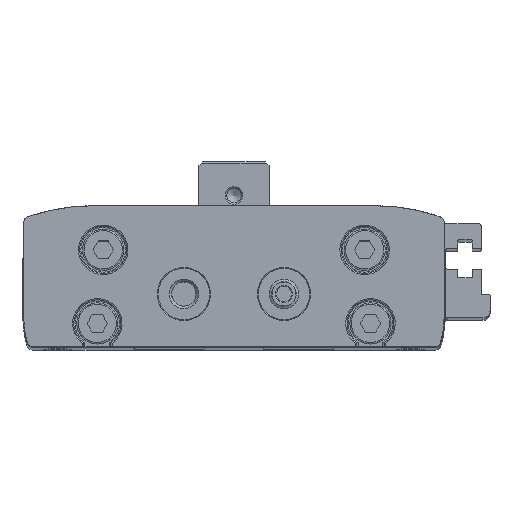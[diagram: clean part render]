
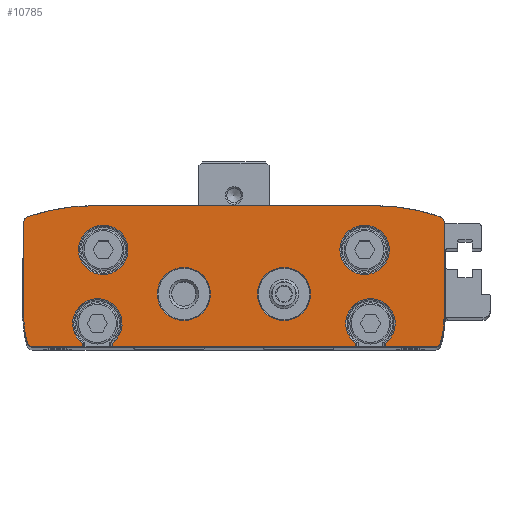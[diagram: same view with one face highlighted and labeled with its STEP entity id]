
A CAD part, top view. The second image highlights one B-rep face of the part: STEP entity #10785.
In plain terms, the highlighted planar face has unit normal (0, 0, 1).
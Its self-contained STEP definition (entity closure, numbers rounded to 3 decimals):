
#540=LINE('',#16496,#1448);
#549=LINE('',#16524,#1457);
#550=LINE('',#16532,#1458);
#559=LINE('',#16560,#1467);
#560=LINE('',#16563,#1468);
#561=LINE('',#16565,#1469);
#562=LINE('',#16571,#1470);
#563=LINE('',#16577,#1471);
#564=LINE('',#16583,#1472);
#565=LINE('',#16589,#1473);
#1448=VECTOR('',#12956,1000.);
#1457=VECTOR('',#12975,1000.);
#1458=VECTOR('',#12978,1000.);
#1467=VECTOR('',#12997,1000.);
#1468=VECTOR('',#13002,1000.);
#1469=VECTOR('',#13005,1000.);
#1470=VECTOR('',#13010,1000.);
#1471=VECTOR('',#13015,1000.);
#1472=VECTOR('',#13020,1000.);
#1473=VECTOR('',#13025,1000.);
#2449=ORIENTED_EDGE('',*,*,#5476,.F.);
#2450=ORIENTED_EDGE('',*,*,#5461,.T.);
#2451=ORIENTED_EDGE('',*,*,#5477,.T.);
#2452=ORIENTED_EDGE('',*,*,#5463,.F.);
#2453=ORIENTED_EDGE('',*,*,#5478,.F.);
#2454=ORIENTED_EDGE('',*,*,#5475,.T.);
#2455=ORIENTED_EDGE('',*,*,#5479,.T.);
#2456=ORIENTED_EDGE('',*,*,#5480,.T.);
#2457=ORIENTED_EDGE('',*,*,#5481,.T.);
#2458=ORIENTED_EDGE('',*,*,#5482,.T.);
#2459=ORIENTED_EDGE('',*,*,#5483,.T.);
#2460=ORIENTED_EDGE('',*,*,#5484,.T.);
#2461=ORIENTED_EDGE('',*,*,#5485,.T.);
#2462=ORIENTED_EDGE('',*,*,#5486,.T.);
#2463=ORIENTED_EDGE('',*,*,#5487,.T.);
#2464=ORIENTED_EDGE('',*,*,#5488,.T.);
#2465=ORIENTED_EDGE('',*,*,#5489,.T.);
#2466=ORIENTED_EDGE('',*,*,#5490,.T.);
#2467=ORIENTED_EDGE('',*,*,#5491,.T.);
#2468=ORIENTED_EDGE('',*,*,#5449,.F.);
#2469=ORIENTED_EDGE('',*,*,#5492,.F.);
#2470=ORIENTED_EDGE('',*,*,#5493,.F.);
#2471=ORIENTED_EDGE('',*,*,#5494,.F.);
#2472=ORIENTED_EDGE('',*,*,#5495,.F.);
#5449=EDGE_CURVE('',#6962,#6964,#540,.T.);
#5461=EDGE_CURVE('',#6972,#6973,#549,.T.);
#5463=EDGE_CURVE('',#6974,#6976,#550,.T.);
#5475=EDGE_CURVE('',#6984,#6985,#559,.T.);
#5476=EDGE_CURVE('',#6972,#6962,#7988,.T.);
#5477=EDGE_CURVE('',#6973,#6976,#560,.T.);
#5478=EDGE_CURVE('',#6984,#6974,#7989,.T.);
#5479=EDGE_CURVE('',#6985,#6986,#561,.T.);
#5480=EDGE_CURVE('',#6986,#6987,#7990,.T.);
#5481=EDGE_CURVE('',#6987,#6988,#7991,.T.);
#5482=EDGE_CURVE('',#6988,#6989,#562,.T.);
#5483=EDGE_CURVE('',#6989,#6990,#7992,.T.);
#5484=EDGE_CURVE('',#6990,#6991,#7993,.T.);
#5485=EDGE_CURVE('',#6991,#6992,#563,.T.);
#5486=EDGE_CURVE('',#6992,#6993,#7994,.T.);
#5487=EDGE_CURVE('',#6993,#6994,#7995,.T.);
#5488=EDGE_CURVE('',#6994,#6995,#564,.T.);
#5489=EDGE_CURVE('',#6995,#6996,#7996,.T.);
#5490=EDGE_CURVE('',#6996,#6997,#7997,.T.);
#5491=EDGE_CURVE('',#6997,#6964,#565,.T.);
#5492=EDGE_CURVE('',#6998,#6998,#7998,.T.);
#5493=EDGE_CURVE('',#6999,#6999,#7999,.T.);
#5494=EDGE_CURVE('',#7000,#7000,#8000,.T.);
#5495=EDGE_CURVE('',#7001,#7001,#8001,.T.);
#6962=VERTEX_POINT('',#16494);
#6964=VERTEX_POINT('',#16497);
#6972=VERTEX_POINT('',#16521);
#6973=VERTEX_POINT('',#16523);
#6974=VERTEX_POINT('',#16530);
#6976=VERTEX_POINT('',#16533);
#6984=VERTEX_POINT('',#16557);
#6985=VERTEX_POINT('',#16559);
#6986=VERTEX_POINT('',#16566);
#6987=VERTEX_POINT('',#16568);
#6988=VERTEX_POINT('',#16570);
#6989=VERTEX_POINT('',#16572);
#6990=VERTEX_POINT('',#16574);
#6991=VERTEX_POINT('',#16576);
#6992=VERTEX_POINT('',#16578);
#6993=VERTEX_POINT('',#16580);
#6994=VERTEX_POINT('',#16582);
#6995=VERTEX_POINT('',#16584);
#6996=VERTEX_POINT('',#16586);
#6997=VERTEX_POINT('',#16588);
#6998=VERTEX_POINT('',#16591);
#6999=VERTEX_POINT('',#16593);
#7000=VERTEX_POINT('',#16595);
#7001=VERTEX_POINT('',#16597);
#7988=CIRCLE('',#11566,4.2);
#7989=CIRCLE('',#11567,4.2);
#7990=CIRCLE('',#11568,1.);
#7991=CIRCLE('',#11569,15.);
#7992=CIRCLE('',#11570,1.);
#7993=CIRCLE('',#11571,35.);
#7994=CIRCLE('',#11572,35.);
#7995=CIRCLE('',#11573,1.);
#7996=CIRCLE('',#11574,15.);
#7997=CIRCLE('',#11575,1.);
#7998=CIRCLE('',#11576,4.2);
#7999=CIRCLE('',#11577,4.2);
#8000=CIRCLE('',#11578,4.5);
#8001=CIRCLE('',#11579,4.5);
#8549=EDGE_LOOP('',(#2449,#2450,#2451,#2452,#2453,#2454,#2455,#2456,#2457,
#2458,#2459,#2460,#2461,#2462,#2463,#2464,#2465,#2466,#2467,#2468));
#8550=EDGE_LOOP('',(#2469));
#8551=EDGE_LOOP('',(#2470));
#8552=EDGE_LOOP('',(#2471));
#8553=EDGE_LOOP('',(#2472));
#9505=FACE_BOUND('',#8549,.T.);
#9506=FACE_BOUND('',#8550,.T.);
#9507=FACE_BOUND('',#8551,.T.);
#9508=FACE_BOUND('',#8552,.T.);
#9509=FACE_BOUND('',#8553,.T.);
#10440=PLANE('',#11565);
#10785=ADVANCED_FACE('',(#9505,#9506,#9507,#9508,#9509),#10440,.T.);
#11565=AXIS2_PLACEMENT_3D('',#16561,#12998,#12999);
#11566=AXIS2_PLACEMENT_3D('',#16562,#13000,#13001);
#11567=AXIS2_PLACEMENT_3D('',#16564,#13003,#13004);
#11568=AXIS2_PLACEMENT_3D('',#16567,#13006,#13007);
#11569=AXIS2_PLACEMENT_3D('',#16569,#13008,#13009);
#11570=AXIS2_PLACEMENT_3D('',#16573,#13011,#13012);
#11571=AXIS2_PLACEMENT_3D('',#16575,#13013,#13014);
#11572=AXIS2_PLACEMENT_3D('',#16579,#13016,#13017);
#11573=AXIS2_PLACEMENT_3D('',#16581,#13018,#13019);
#11574=AXIS2_PLACEMENT_3D('',#16585,#13021,#13022);
#11575=AXIS2_PLACEMENT_3D('',#16587,#13023,#13024);
#11576=AXIS2_PLACEMENT_3D('',#16590,#13026,#13027);
#11577=AXIS2_PLACEMENT_3D('',#16592,#13028,#13029);
#11578=AXIS2_PLACEMENT_3D('',#16594,#13030,#13031);
#11579=AXIS2_PLACEMENT_3D('',#16596,#13032,#13033);
#12956=DIRECTION('',(0.,-1.,0.));
#12975=DIRECTION('',(0.,-1.,0.));
#12978=DIRECTION('',(0.,-1.,0.));
#12997=DIRECTION('',(0.,-1.,0.));
#12998=DIRECTION('',(0.,0.,1.));
#12999=DIRECTION('',(1.,0.,0.));
#13000=DIRECTION('',(0.,0.,1.));
#13001=DIRECTION('',(1.,0.,0.));
#13002=DIRECTION('',(1.,0.,0.));
#13003=DIRECTION('',(0.,0.,1.));
#13004=DIRECTION('',(1.,0.,0.));
#13005=DIRECTION('',(1.,0.,0.));
#13006=DIRECTION('',(0.,0.,1.));
#13007=DIRECTION('',(1.,0.,0.));
#13008=DIRECTION('',(0.,0.,1.));
#13009=DIRECTION('',(1.,0.,0.));
#13010=DIRECTION('',(0.,1.,0.));
#13011=DIRECTION('',(0.,0.,1.));
#13012=DIRECTION('',(1.,0.,0.));
#13013=DIRECTION('',(0.,0.,1.));
#13014=DIRECTION('',(1.,0.,0.));
#13015=DIRECTION('',(-1.,0.,0.));
#13016=DIRECTION('',(0.,0.,1.));
#13017=DIRECTION('',(1.,0.,0.));
#13018=DIRECTION('',(0.,0.,1.));
#13019=DIRECTION('',(1.,0.,0.));
#13020=DIRECTION('',(0.,-1.,0.));
#13021=DIRECTION('',(0.,0.,1.));
#13022=DIRECTION('',(1.,0.,0.));
#13023=DIRECTION('',(0.,0.,1.));
#13024=DIRECTION('',(1.,0.,0.));
#13025=DIRECTION('',(1.,0.,0.));
#13026=DIRECTION('',(0.,0.,1.));
#13027=DIRECTION('',(1.,0.,0.));
#13028=DIRECTION('',(0.,0.,1.));
#13029=DIRECTION('',(1.,0.,0.));
#13030=DIRECTION('',(0.,0.,1.));
#13031=DIRECTION('',(1.,0.,0.));
#13032=DIRECTION('',(0.,0.,1.));
#13033=DIRECTION('',(1.,0.,0.));
#16494=CARTESIAN_POINT('',(-25.7,0.625,155.));
#16496=CARTESIAN_POINT('',(-25.7,4.,155.));
#16497=CARTESIAN_POINT('',(-25.7,0.,155.));
#16521=CARTESIAN_POINT('',(-20.7,0.625,155.));
#16523=CARTESIAN_POINT('',(-20.7,0.,155.));
#16524=CARTESIAN_POINT('',(-20.7,4.,155.));
#16530=CARTESIAN_POINT('',(20.7,0.625,155.));
#16532=CARTESIAN_POINT('',(20.7,4.,155.));
#16533=CARTESIAN_POINT('',(20.7,0.,155.));
#16557=CARTESIAN_POINT('',(25.7,0.625,155.));
#16559=CARTESIAN_POINT('',(25.7,0.,155.));
#16560=CARTESIAN_POINT('',(25.7,4.,155.));
#16561=CARTESIAN_POINT('',(-20.7,5.,155.));
#16562=CARTESIAN_POINT('',(-23.2,4.,155.));
#16563=CARTESIAN_POINT('',(-34.116,0.,155.));
#16564=CARTESIAN_POINT('',(23.2,4.,155.));
#16565=CARTESIAN_POINT('',(-34.116,0.,155.));
#16566=CARTESIAN_POINT('',(34.116,0.,155.));
#16567=CARTESIAN_POINT('',(34.116,1.,155.));
#16568=CARTESIAN_POINT('',(35.075,0.714,155.));
#16569=CARTESIAN_POINT('',(20.7,5.,155.));
#16570=CARTESIAN_POINT('',(35.7,5.,155.));
#16571=CARTESIAN_POINT('',(35.7,5.,155.));
#16572=CARTESIAN_POINT('',(35.7,21.171,155.));
#16573=CARTESIAN_POINT('',(34.7,21.171,155.));
#16574=CARTESIAN_POINT('',(35.024,22.118,155.));
#16575=CARTESIAN_POINT('',(23.7,-11.,155.));
#16576=CARTESIAN_POINT('',(23.7,24.,155.));
#16577=CARTESIAN_POINT('',(23.7,24.,155.));
#16578=CARTESIAN_POINT('',(-23.7,24.,155.));
#16579=CARTESIAN_POINT('',(-23.7,-11.,155.));
#16580=CARTESIAN_POINT('',(-35.024,22.118,155.));
#16581=CARTESIAN_POINT('',(-34.7,21.171,155.));
#16582=CARTESIAN_POINT('',(-35.7,21.171,155.));
#16583=CARTESIAN_POINT('',(-35.7,21.171,155.));
#16584=CARTESIAN_POINT('',(-35.7,5.,155.));
#16585=CARTESIAN_POINT('',(-20.7,5.,155.));
#16586=CARTESIAN_POINT('',(-35.075,0.714,155.));
#16587=CARTESIAN_POINT('',(-34.116,1.,155.));
#16588=CARTESIAN_POINT('',(-34.116,0.,155.));
#16589=CARTESIAN_POINT('',(-34.116,0.,155.));
#16590=CARTESIAN_POINT('',(-22.2,16.5,155.));
#16591=CARTESIAN_POINT('',(-18.,16.5,155.));
#16592=CARTESIAN_POINT('',(22.2,16.5,155.));
#16593=CARTESIAN_POINT('',(26.4,16.5,155.));
#16594=CARTESIAN_POINT('',(-8.5,9.,155.));
#16595=CARTESIAN_POINT('',(-4.,9.,155.));
#16596=CARTESIAN_POINT('',(8.5,9.,155.));
#16597=CARTESIAN_POINT('',(13.,9.,155.));
